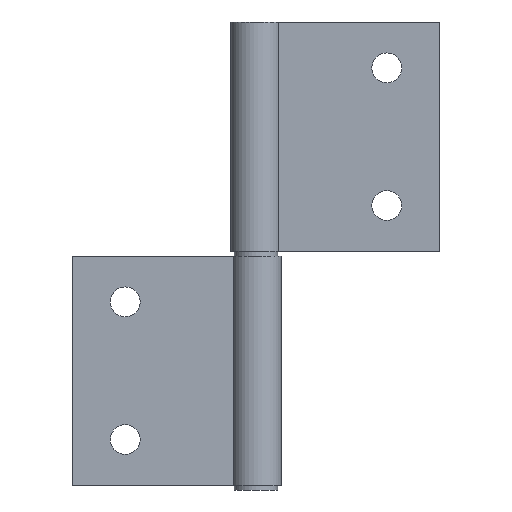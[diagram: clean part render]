
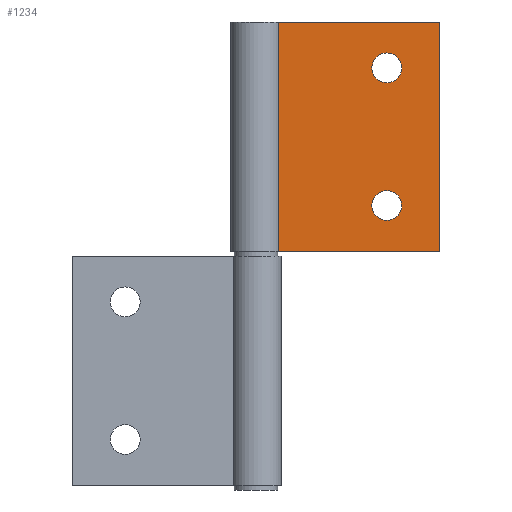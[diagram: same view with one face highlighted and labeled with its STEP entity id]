
A CAD part, front view. The second image highlights one B-rep face of the part: STEP entity #1234.
In plain terms, the highlighted planar face has unit normal (0, -1, 0).
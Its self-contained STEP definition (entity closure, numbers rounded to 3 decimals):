
#39 = VECTOR ( 'NONE', #1560, 1000. ) ;
#83 = AXIS2_PLACEMENT_3D ( 'NONE', #813, #814, #815 ) ;
#109 = ORIENTED_EDGE ( 'NONE', *, *, #1398, .T. ) ;
#142 = VERTEX_POINT ( 'NONE', #556 ) ;
#556 = CARTESIAN_POINT ( 'NONE',  ( 4.899, -2.5, 25. ) ) ;
#580 = CARTESIAN_POINT ( 'NONE',  ( 28.5, -2.5, -18.25 ) ) ;
#582 = CARTESIAN_POINT ( 'NONE',  ( 28.5, -2.5, -11.75 ) ) ;
#588 = CARTESIAN_POINT ( 'NONE',  ( 28.5, -2.5, 11.75 ) ) ;
#589 = CARTESIAN_POINT ( 'NONE',  ( 28.5, -2.5, 18.25 ) ) ;
#606 = CARTESIAN_POINT ( 'NONE',  ( 4.899, -2.5, -25. ) ) ;
#635 = AXIS2_PLACEMENT_3D ( 'NONE', #906, #907, #908 ) ;
#636 = AXIS2_PLACEMENT_3D ( 'NONE', #909, #910, #911 ) ;
#672 = EDGE_LOOP ( 'NONE', ( #1731, #109 ) ) ;
#673 = EDGE_LOOP ( 'NONE', ( #1734, #1762 ) ) ;
#674 = EDGE_LOOP ( 'NONE', ( #1761, #1760, #1046, #1738 ) ) ;
#679 = VERTEX_POINT ( 'NONE', #580 ) ;
#681 = VERTEX_POINT ( 'NONE', #582 ) ;
#687 = VERTEX_POINT ( 'NONE', #588 ) ;
#688 = VERTEX_POINT ( 'NONE', #589 ) ;
#717 = VECTOR ( 'NONE', #918, 1000. ) ;
#756 = AXIS2_PLACEMENT_3D ( 'NONE', #1596, #1597, #1598 ) ;
#758 = FACE_BOUND ( 'NONE', #673, .T. ) ;
#813 = CARTESIAN_POINT ( 'NONE',  ( 28.5, -2.5, -15. ) ) ;
#814 = DIRECTION ( 'NONE',  ( 0., 1., 0. ) ) ;
#815 = DIRECTION ( 'NONE',  ( 0., 0., 1. ) ) ;
#906 = CARTESIAN_POINT ( 'NONE',  ( 28.5, -2.5, 15. ) ) ;
#907 = DIRECTION ( 'NONE',  ( 0., 1., 0. ) ) ;
#908 = DIRECTION ( 'NONE',  ( 0., 0., 1. ) ) ;
#909 = CARTESIAN_POINT ( 'NONE',  ( 28.5, -2.5, -15. ) ) ;
#910 = DIRECTION ( 'NONE',  ( 0., 1., 0. ) ) ;
#911 = DIRECTION ( 'NONE',  ( 0., 0., 1. ) ) ;
#916 = LINE ( 'NONE', #917, #717 ) ;
#917 = CARTESIAN_POINT ( 'NONE',  ( 4.899, -2.5, 25. ) ) ;
#918 = DIRECTION ( 'NONE',  ( 1., 0., 0. ) ) ;
#944 = VERTEX_POINT ( 'NONE', #606 ) ;
#948 = VERTEX_POINT ( 'NONE', #1073 ) ;
#951 = VERTEX_POINT ( 'NONE', #1076 ) ;
#1046 = ORIENTED_EDGE ( 'NONE', *, *, #1444, .F. ) ;
#1073 = CARTESIAN_POINT ( 'NONE',  ( 40., -2.5, 25. ) ) ;
#1076 = CARTESIAN_POINT ( 'NONE',  ( 40., -2.5, -25. ) ) ;
#1114 = CARTESIAN_POINT ( 'NONE',  ( 28.5, -2.5, 15. ) ) ;
#1118 = DIRECTION ( 'NONE',  ( 0., 1., 0. ) ) ;
#1119 = DIRECTION ( 'NONE',  ( 0., 0., 1. ) ) ;
#1133 = LINE ( 'NONE', #1134, #1455 ) ;
#1134 = CARTESIAN_POINT ( 'NONE',  ( 40., -2.5, 25. ) ) ;
#1135 = DIRECTION ( 'NONE',  ( 0., 0., -1. ) ) ;
#1209 = EDGE_CURVE ( 'NONE', #688, #687, #1349, .T. ) ;
#1215 = EDGE_CURVE ( 'NONE', #948, #951, #1133, .T. ) ;
#1219 = EDGE_CURVE ( 'NONE', #142, #944, #1558, .T. ) ;
#1234 = ADVANCED_FACE ( 'NONE', ( #1547, #758, #1531 ), #1595, .F. ) ;
#1236 = EDGE_CURVE ( 'NONE', #944, #951, #1602, .T. ) ;
#1247 = CIRCLE ( 'NONE', #635, 3.25 ) ;
#1318 = CIRCLE ( 'NONE', #83, 3.25 ) ;
#1349 = CIRCLE ( 'NONE', #1456, 3.25 ) ;
#1398 = EDGE_CURVE ( 'NONE', #679, #681, #1318, .T. ) ;
#1407 = CIRCLE ( 'NONE', #636, 3.25 ) ;
#1441 = EDGE_CURVE ( 'NONE', #687, #688, #1247, .T. ) ;
#1442 = EDGE_CURVE ( 'NONE', #681, #679, #1407, .T. ) ;
#1444 = EDGE_CURVE ( 'NONE', #142, #948, #916, .T. ) ;
#1455 = VECTOR ( 'NONE', #1135, 1000. ) ;
#1456 = AXIS2_PLACEMENT_3D ( 'NONE', #1114, #1118, #1119 ) ;
#1531 = FACE_OUTER_BOUND ( 'NONE', #674, .T. ) ;
#1547 = FACE_BOUND ( 'NONE', #672, .T. ) ;
#1558 = LINE ( 'NONE', #1559, #39 ) ;
#1559 = CARTESIAN_POINT ( 'NONE',  ( 4.899, -2.5, 25. ) ) ;
#1560 = DIRECTION ( 'NONE',  ( 0., 0., -1. ) ) ;
#1595 = PLANE ( 'NONE',  #756 ) ;
#1596 = CARTESIAN_POINT ( 'NONE',  ( 4.899, -2.5, 25. ) ) ;
#1597 = DIRECTION ( 'NONE',  ( 0., 1., 0. ) ) ;
#1598 = DIRECTION ( 'NONE',  ( 0., 0., 1. ) ) ;
#1602 = LINE ( 'NONE', #1603, #1701 ) ;
#1603 = CARTESIAN_POINT ( 'NONE',  ( 4.899, -2.5, -25. ) ) ;
#1604 = DIRECTION ( 'NONE',  ( 1., 0., 0. ) ) ;
#1701 = VECTOR ( 'NONE', #1604, 1000. ) ;
#1731 = ORIENTED_EDGE ( 'NONE', *, *, #1442, .T. ) ;
#1734 = ORIENTED_EDGE ( 'NONE', *, *, #1209, .T. ) ;
#1738 = ORIENTED_EDGE ( 'NONE', *, *, #1219, .T. ) ;
#1760 = ORIENTED_EDGE ( 'NONE', *, *, #1215, .F. ) ;
#1761 = ORIENTED_EDGE ( 'NONE', *, *, #1236, .T. ) ;
#1762 = ORIENTED_EDGE ( 'NONE', *, *, #1441, .T. ) ;
